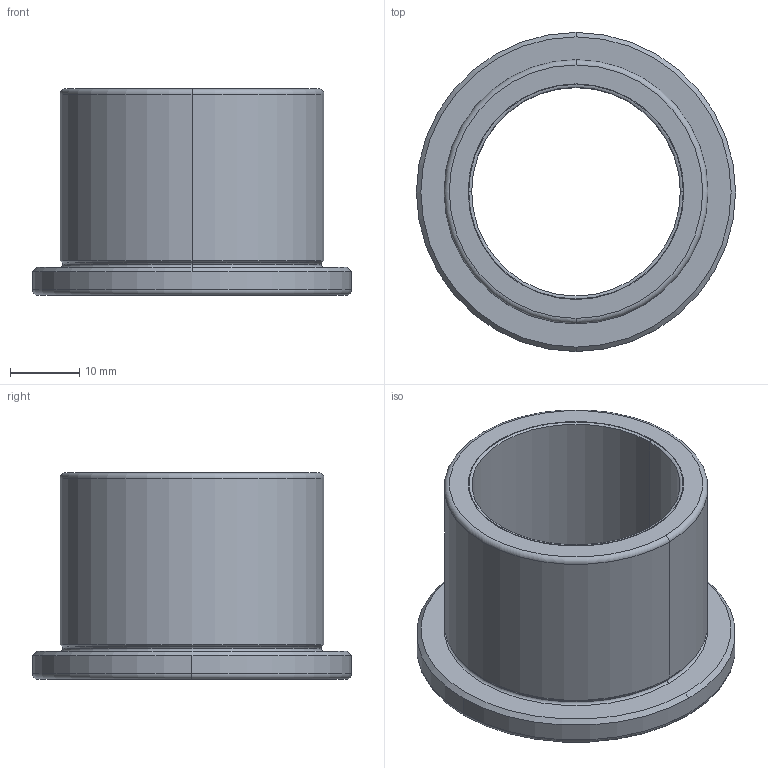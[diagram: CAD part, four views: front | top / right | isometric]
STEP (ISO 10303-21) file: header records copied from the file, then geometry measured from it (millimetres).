
FILE_DESCRIPTION (( 'STEP AP214' ), '1' );
FILE_NAME ('SleeveBearing_FF9650DD68.step', '2023-02-08T09:38:36', ( '' ), ( '' ), 'SwSTEP 2.0', 'SolidWorks 2019', '' );
FILE_SCHEMA (( 'AUTOMOTIVE_DESIGN' ));
Length unit declared in the file: inch
Products named in the file (3): SleeveBearing_FF9650DD68; vsl2iuVmKO_CADModel_0
Assembly tree (1 placements, depth 2):
  SleeveBearing_FF9650DD68
    vsl2iuVmKO_CADModel_0
  vsl2iuVmKO_CADModel_0
Bounding box: 46 x 46 x 29.75 mm (x, y, z)
Volume: 14693.8 mm3; surface area: 15790.7 mm2
Topology: 3 solids, 3 shells, 39 faces, 80 edges, 48 vertices
Faces by surface type: torus 14, cylinder 14, plane 7, cone 4
Entity records: 1678 total; most frequent: DIRECTION 230, CARTESIAN_POINT 172, ORIENTED_EDGE 160, AXIS2_PLACEMENT_3D 106, EDGE_CURVE 80, CIRCLE 62, VERTEX_POINT 48, EDGE_LOOP 46
